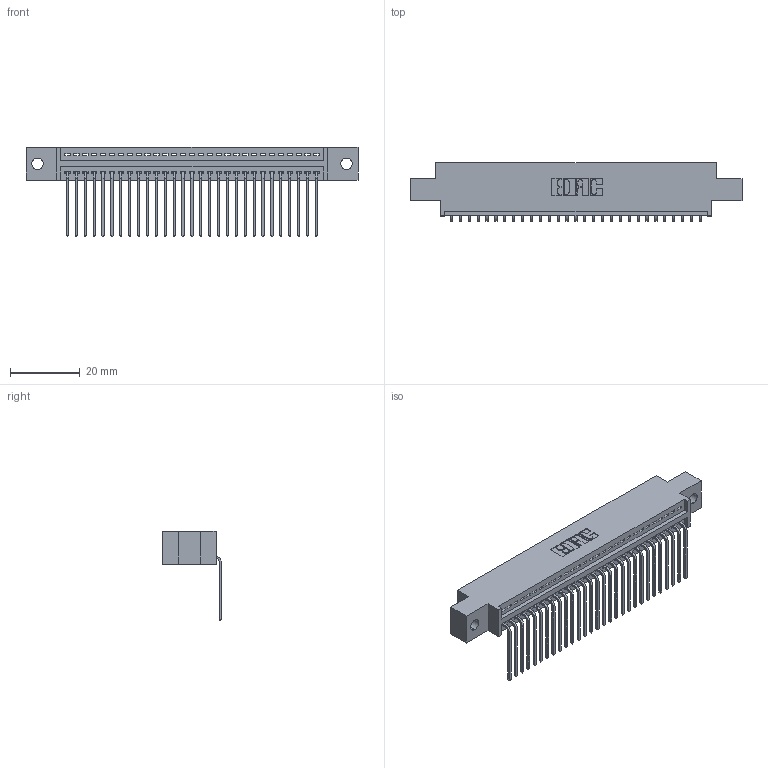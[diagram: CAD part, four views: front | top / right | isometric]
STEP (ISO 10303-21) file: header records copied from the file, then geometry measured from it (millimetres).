
FILE_DESCRIPTION (( 'STEP AP203' ), '1' );
FILE_NAME ('395-029-559-602.STEP', '2018-11-10T22:08:23', ( '' ), ( '' ), 'SwSTEP 2.0', 'SolidWorks 2016', '' );
FILE_SCHEMA (( 'CONFIG_CONTROL_DESIGN' ));
Length unit declared in the file: inch
Products named in the file (3): 345-292-001_558 559 Tail - 1; 395-029-559-602; 345 Part_0.170 Offset - 0.128 Dia
Assembly tree (30 placements, depth 2):
  395-029-559-602
    345 Part_0.170 Offset - 0.128 Dia
    345-292-001_558 559 Tail - 1  x29
Bounding box: 94.87 x 16.75 x 25.53 mm (x, y, z)
Volume: 8850.8 mm3; surface area: 12008.1 mm2
Topology: 30 solids, 30 shells, 1870 faces, 5631 edges, 3714 vertices
Faces by surface type: plane 1302, cylinder 568
Entity records: 23795 total; most frequent: CARTESIAN_POINT 4131, ORIENTED_EDGE 4094, DIRECTION 3625, EDGE_CURVE 2047, VECTOR 1799, LINE 1799, VERTEX_POINT 1362, AXIS2_PLACEMENT_3D 913
